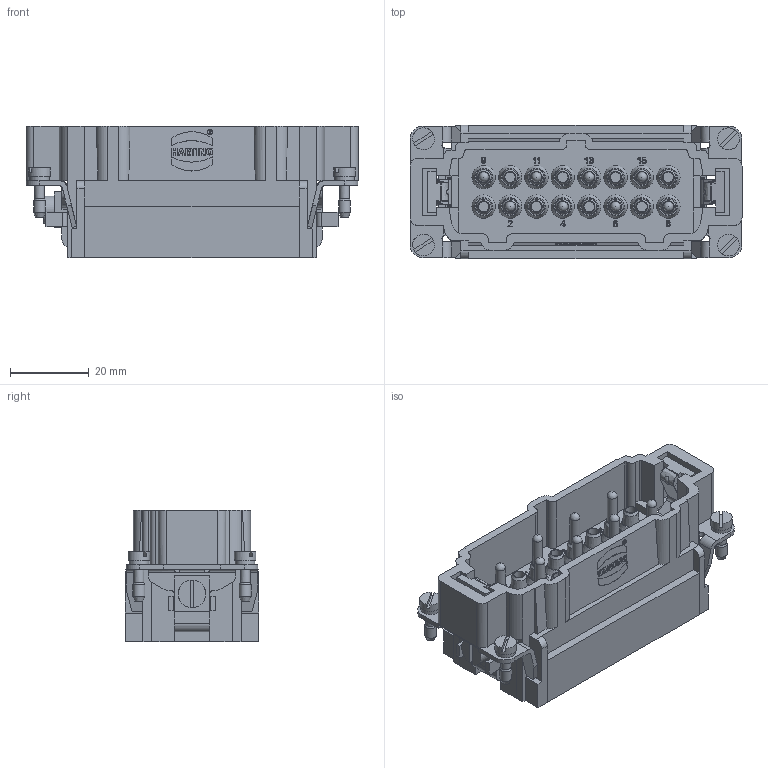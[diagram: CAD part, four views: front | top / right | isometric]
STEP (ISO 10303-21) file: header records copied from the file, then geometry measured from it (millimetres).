
FILE_DESCRIPTION(/* description */ (''),/* implementation_level */ '2;1');
FILE_NAME(/* name */ '100109195ugm000_d.stp',/* time_stamp */ '2019-08-21T10:59:16+02:00',/* author */ (''),/* organization */ (''),/* preprocessor_version */ 'ST-DEVELOPER v16.7',/* originating_system */ 'SIEMENS PLM Software NX 12.0',/* authorisation */ '');
FILE_SCHEMA (('AUTOMOTIVE_DESIGN { 1 0 10303 214 3 1 1 1 }'));
Length unit declared in the file: millimetre
Products named in the file (1): 100109195ugm000_d
Bounding box: 84.35 x 34 x 33.35 mm (x, y, z)
Volume: 46465.6 mm3; surface area: 22902.7 mm2
Topology: 1 solids, 1 shells, 1160 faces, 3110 edges, 2170 vertices
Faces by surface type: plane 812, cylinder 150, extrusion 90, cone 72, bspline 26, sphere 10
Full cylindrical faces by diameter (mm): 1.139 x1, 1.346 x1, 2.349 x2, 2.5 x12, 2.519 x2, 2.65 x8, 3 x4, 3.242 x1, 5 x4, 5.4 x16, 5.5 x4, 7 x1
Entity records: 42052 total; most frequent: CARTESIAN_POINT 11419, ORIENTED_EDGE 5560, DIRECTION 4982, EDGE_CURVE 2780, VECTOR 2026, LINE 1936, VERTEX_POINT 1894, AXIS2_PLACEMENT_3D 1478
